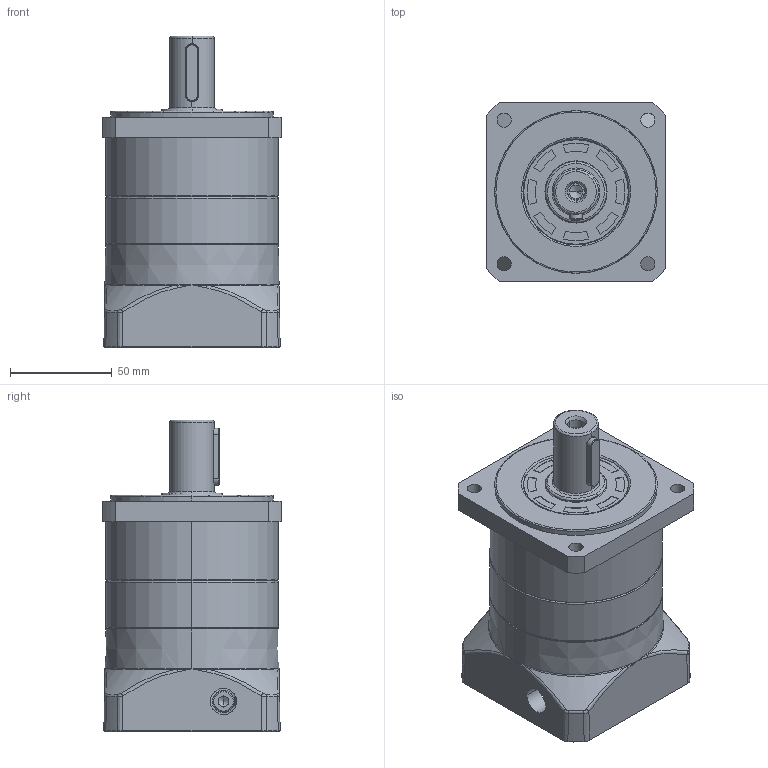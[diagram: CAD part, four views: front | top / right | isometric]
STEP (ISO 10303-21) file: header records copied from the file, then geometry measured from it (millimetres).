
FILE_DESCRIPTION (( 'STEP AP214' ), '1' );
FILE_NAME ('FB-090-L1-P2-¦µ19-¦µ70-¦µ90-M6-42-C22.STEP', '2024-01-04T13:10:17', ( '' ), ( '' ), 'SwSTEP 2.0', 'SolidWorks 2013', '' );
FILE_SCHEMA (( 'AUTOMOTIVE_DESIGN' ));
Length unit declared in the file: millimetre
Products named in the file (9): 单边锁输入轴FB090-19(带螺丝); 内齿圈FB090-D108; FB-090-L1-P2-朴19-朴70-朴90-M6-42-C22; 镂空输入法兰FB090-70X51XM6(新); 怀堤傷褲极FB090; 怀堤俴陎殤FB090-C22; FBK嘎殤蚐猾 KG30x52x6; M5樓粟菜; A倰す瑩6X28
Assembly tree (13 placements, depth 2):
  FB-090-L1-P2-朴19-朴70-朴90-M6-42-C22
    内齿圈FB090-D108
    单边锁输入轴FB090-19(带螺丝)
    A倰す瑩6X28
    M5樓粟菜  x6
    FBK嘎殤蚐猾 KG30x52x6
    怀堤俴陎殤FB090-C22
    怀堤傷褲极FB090
    镂空输入法兰FB090-70X51XM6(新)
Bounding box: 88 x 88 x 153.5 mm (x, y, z)
Volume: 483786.6 mm3; surface area: 127851.7 mm2
Topology: 8 solids, 20 shells, 923 faces, 2359 edges, 1461 vertices
Faces by surface type: cylinder 268, plane 247, bspline 214, cone 128, torus 66
Entity records: 34305 total; most frequent: CARTESIAN_POINT 16703, ORIENTED_EDGE 3922, DIRECTION 3192, EDGE_CURVE 1965, AXIS2_PLACEMENT_3D 1299, VERTEX_POINT 1246, EDGE_LOOP 872, FACE_OUTER_BOUND 783
